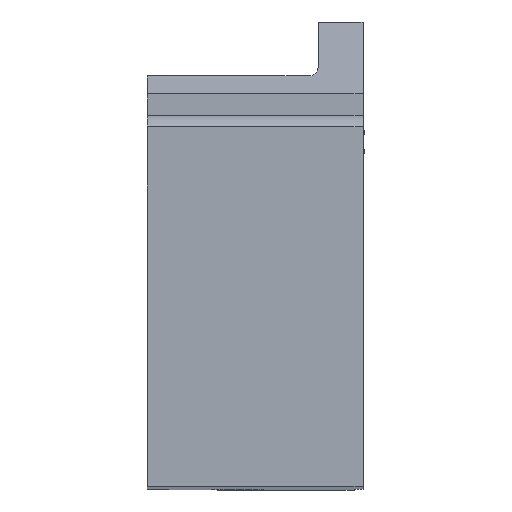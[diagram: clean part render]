
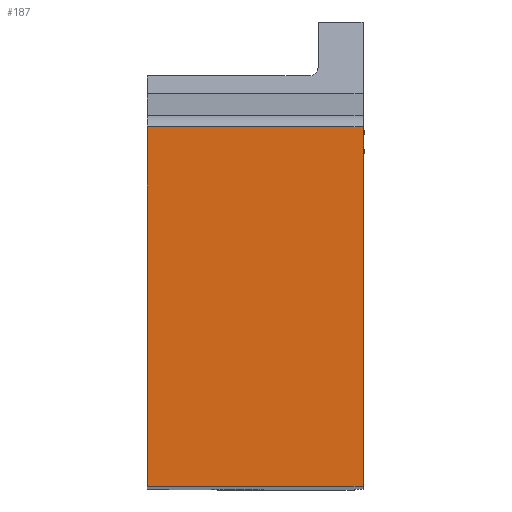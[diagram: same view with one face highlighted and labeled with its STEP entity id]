
A CAD part, top view. The second image highlights one B-rep face of the part: STEP entity #187.
In plain terms, the highlighted planar face has unit normal (0, 0, 1).
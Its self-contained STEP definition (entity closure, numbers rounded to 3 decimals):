
#187=ADVANCED_FACE('',(#367),#294,.T.);
#294=PLANE('',#2842);
#367=FACE_OUTER_BOUND('',#493,.T.);
#493=EDGE_LOOP('',(#802,#803,#804,#805));
#802=ORIENTED_EDGE('',*,*,#1737,.T.);
#803=ORIENTED_EDGE('',*,*,#1738,.F.);
#804=ORIENTED_EDGE('',*,*,#1736,.T.);
#805=ORIENTED_EDGE('',*,*,#1739,.T.);
#1433=VERTEX_POINT('',#4612);
#1439=VERTEX_POINT('',#4624);
#1440=VERTEX_POINT('',#4628);
#1441=VERTEX_POINT('',#4629);
#1736=EDGE_CURVE('',#1433,#1439,#2373,.T.);
#1737=EDGE_CURVE('',#1440,#1441,#2374,.T.);
#1738=EDGE_CURVE('',#1433,#1441,#2375,.T.);
#1739=EDGE_CURVE('',#1439,#1440,#2376,.T.);
#2373=LINE('',#4625,#2570);
#2374=LINE('',#4627,#2571);
#2375=LINE('',#4630,#2572);
#2376=LINE('',#4631,#2573);
#2570=VECTOR('',#3220,1.);
#2571=VECTOR('',#3223,1.);
#2572=VECTOR('',#3224,1.);
#2573=VECTOR('',#3225,1.);
#2842=AXIS2_PLACEMENT_3D('',#4632,#3226,#3227);
#3220=DIRECTION('',(0.,-1.,0.));
#3223=DIRECTION('',(0.,1.,0.));
#3224=DIRECTION('',(1.,0.,0.));
#3225=DIRECTION('',(1.,0.,0.));
#3226=DIRECTION('',(0.,0.,1.));
#3227=DIRECTION('',(-1.,0.,0.));
#4612=CARTESIAN_POINT('',(0.,20.,0.));
#4624=CARTESIAN_POINT('',(0.,0.,0.));
#4625=CARTESIAN_POINT('',(0.,20.,0.));
#4627=CARTESIAN_POINT('',(12.,0.,0.));
#4628=CARTESIAN_POINT('',(12.,0.,0.));
#4629=CARTESIAN_POINT('',(12.,20.,0.));
#4630=CARTESIAN_POINT('',(0.,20.,0.));
#4631=CARTESIAN_POINT('',(0.,0.,0.));
#4632=CARTESIAN_POINT('',(6.,10.,0.));
